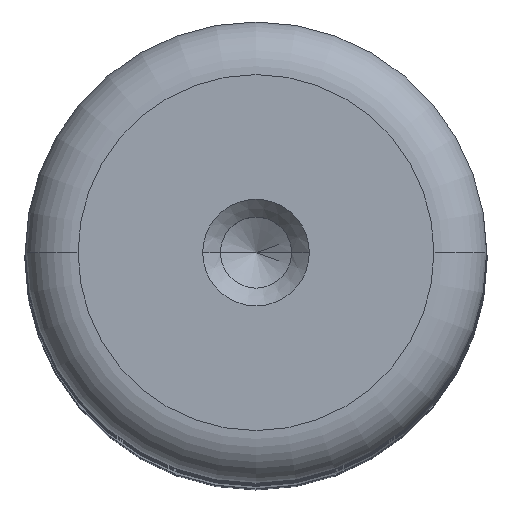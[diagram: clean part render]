
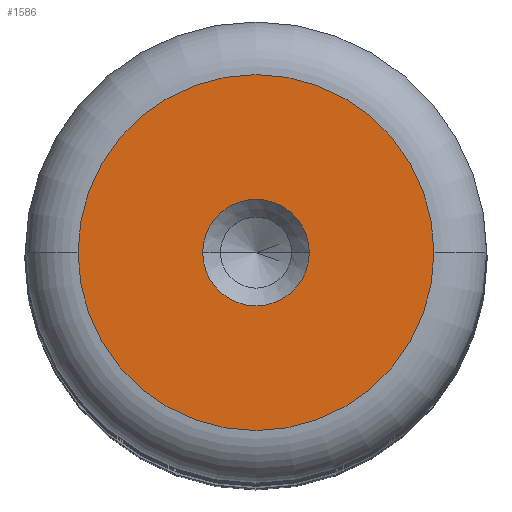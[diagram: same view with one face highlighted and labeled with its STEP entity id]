
A CAD part, top view. The second image highlights one B-rep face of the part: STEP entity #1586.
In plain terms, the highlighted planar face has unit normal (0, 0, 1).
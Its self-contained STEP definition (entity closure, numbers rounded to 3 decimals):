
#68 = AXIS2_PLACEMENT_3D ( 'NONE', #1884, #718, #2081 ) ;
#80 = AXIS2_PLACEMENT_3D ( 'NONE', #1871, #706, #2070 ) ;
#106 = ORIENTED_EDGE ( 'NONE', *, *, #1414, .T. ) ;
#240 = ORIENTED_EDGE ( 'NONE', *, *, #1282, .T. ) ;
#303 = PLANE ( 'NONE',  #1848 ) ;
#387 = CIRCLE ( 'NONE', #68, 1.5 ) ;
#403 = ORIENTED_EDGE ( 'NONE', *, *, #688, .F. ) ;
#504 = FACE_OUTER_BOUND ( 'NONE', #674, .T. ) ;
#560 = FACE_BOUND ( 'NONE', #2087, .T. ) ;
#625 = CARTESIAN_POINT ( 'NONE',  ( 0., 0., 100. ) ) ;
#674 = EDGE_LOOP ( 'NONE', ( #106, #240 ) ) ;
#688 = EDGE_CURVE ( 'NONE', #1604, #2170, #1910, .T. ) ;
#706 = DIRECTION ( 'NONE',  ( 0., 0., 1. ) ) ;
#718 = DIRECTION ( 'NONE',  ( 0., 0., 1. ) ) ;
#806 = DIRECTION ( 'NONE',  ( 0., 0., 1. ) ) ;
#818 = DIRECTION ( 'NONE',  ( 1., 0., 0. ) ) ;
#1022 = VERTEX_POINT ( 'NONE', #1881 ) ;
#1073 = DIRECTION ( 'NONE',  ( 1., 0., 0. ) ) ;
#1109 = AXIS2_PLACEMENT_3D ( 'NONE', #1964, #806, #2153 ) ;
#1282 = EDGE_CURVE ( 'NONE', #2106, #1022, #2304, .T. ) ;
#1414 = EDGE_CURVE ( 'NONE', #1022, #2106, #1622, .T. ) ;
#1463 = CARTESIAN_POINT ( 'NONE',  ( -1.5, 0., 100. ) ) ;
#1529 = CARTESIAN_POINT ( 'NONE',  ( 1.5, 0., 100. ) ) ;
#1586 = ADVANCED_FACE ( 'NONE', ( #560, #504 ), #303, .T. ) ;
#1604 = VERTEX_POINT ( 'NONE', #1463 ) ;
#1622 = CIRCLE ( 'NONE', #1892, 5.011 ) ;
#1740 = ORIENTED_EDGE ( 'NONE', *, *, #1876, .F. ) ;
#1772 = CARTESIAN_POINT ( 'NONE',  ( -5.011, 0., 100. ) ) ;
#1843 = CARTESIAN_POINT ( 'NONE',  ( 0., 0., 100. ) ) ;
#1848 = AXIS2_PLACEMENT_3D ( 'NONE', #1843, #2222, #1073 ) ;
#1871 = CARTESIAN_POINT ( 'NONE',  ( 0., 0., 100. ) ) ;
#1876 = EDGE_CURVE ( 'NONE', #2170, #1604, #387, .T. ) ;
#1881 = CARTESIAN_POINT ( 'NONE',  ( 5.011, 0., 100. ) ) ;
#1884 = CARTESIAN_POINT ( 'NONE',  ( 0., 0., 100. ) ) ;
#1892 = AXIS2_PLACEMENT_3D ( 'NONE', #625, #1982, #818 ) ;
#1910 = CIRCLE ( 'NONE', #1109, 1.5 ) ;
#1964 = CARTESIAN_POINT ( 'NONE',  ( 0., 0., 100. ) ) ;
#1982 = DIRECTION ( 'NONE',  ( 0., 0., 1. ) ) ;
#2070 = DIRECTION ( 'NONE',  ( 1., 0., 0. ) ) ;
#2081 = DIRECTION ( 'NONE',  ( 1., 0., 0. ) ) ;
#2087 = EDGE_LOOP ( 'NONE', ( #1740, #403 ) ) ;
#2106 = VERTEX_POINT ( 'NONE', #1772 ) ;
#2153 = DIRECTION ( 'NONE',  ( 1., 0., 0. ) ) ;
#2170 = VERTEX_POINT ( 'NONE', #1529 ) ;
#2222 = DIRECTION ( 'NONE',  ( 0., 0., 1. ) ) ;
#2304 = CIRCLE ( 'NONE', #80, 5.011 ) ;
